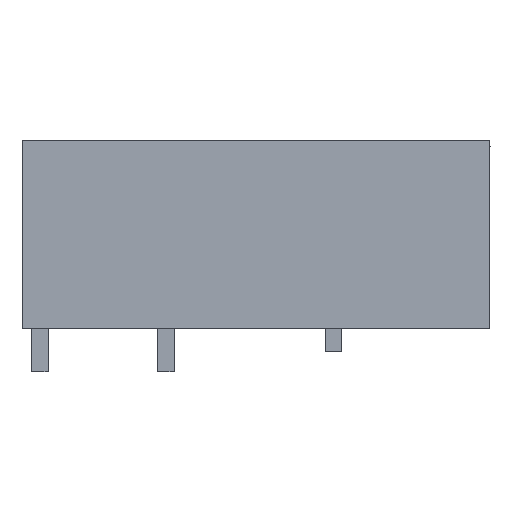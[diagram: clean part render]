
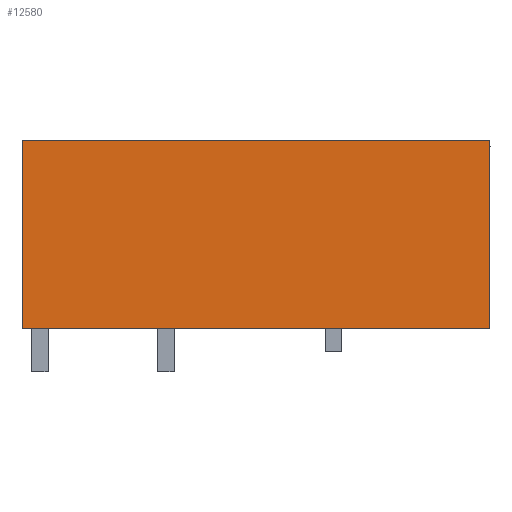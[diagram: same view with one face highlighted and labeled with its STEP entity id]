
A CAD part, left-side view. The second image highlights one B-rep face of the part: STEP entity #12580.
In plain terms, the highlighted planar face has unit normal (-1, 0, 0).
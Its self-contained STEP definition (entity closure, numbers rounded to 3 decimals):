
#12572=AXIS2_PLACEMENT_3D('Plane Axis2P3D',#12569,#12570,#12571) ;
#1230=CARTESIAN_POINT('Vertex',(0.,28.3,2.6)) ;
#1233=CARTESIAN_POINT('Line Origine',(0.,28.3,8.3)) ;
#1237=CARTESIAN_POINT('Vertex',(0.,28.3,14.)) ;
#1474=CARTESIAN_POINT('Line Origine',(0.,14.15,14.)) ;
#1478=CARTESIAN_POINT('Vertex',(0.,0.,14.)) ;
#3074=CARTESIAN_POINT('Vertex',(0.,0.,2.6)) ;
#3183=CARTESIAN_POINT('Line Origine',(0.,0.,8.3)) ;
#3829=CARTESIAN_POINT('Line Origine',(0.,14.15,2.6)) ;
#12569=CARTESIAN_POINT('Axis2P3D Location',(0.,0.,14.)) ;
#1234=DIRECTION('Vector Direction',(0.,0.,-1.)) ;
#1475=DIRECTION('Vector Direction',(0.,1.,0.)) ;
#3184=DIRECTION('Vector Direction',(0.,0.,-1.)) ;
#3830=DIRECTION('Vector Direction',(0.,1.,0.)) ;
#12570=DIRECTION('Axis2P3D Direction',(1.,-0.,0.)) ;
#12571=DIRECTION('Axis2P3D XDirection',(0.,0.,-1.)) ;
#1235=VECTOR('Line Direction',#1234,1.) ;
#1476=VECTOR('Line Direction',#1475,1.) ;
#3185=VECTOR('Line Direction',#3184,1.) ;
#3831=VECTOR('Line Direction',#3830,1.) ;
#12575=ORIENTED_EDGE('',*,*,#3187,.F.) ;
#12576=ORIENTED_EDGE('',*,*,#1480,.T.) ;
#12577=ORIENTED_EDGE('',*,*,#1239,.T.) ;
#12578=ORIENTED_EDGE('',*,*,#3833,.F.) ;
#12580=ADVANCED_FACE('housing',(#12579),#12573,.F.) ;
#1239=EDGE_CURVE('',#1238,#1231,#1236,.T.) ;
#1480=EDGE_CURVE('',#1479,#1238,#1477,.T.) ;
#3187=EDGE_CURVE('',#1479,#3075,#3186,.T.) ;
#3833=EDGE_CURVE('',#3075,#1231,#3832,.T.) ;
#12574=EDGE_LOOP('',(#12575,#12576,#12577,#12578)) ;
#12579=FACE_OUTER_BOUND('',#12574,.T.) ;
#1236=LINE('Line',#1233,#1235) ;
#1477=LINE('Line',#1474,#1476) ;
#3186=LINE('Line',#3183,#3185) ;
#3832=LINE('Line',#3829,#3831) ;
#12573=PLANE('',#12572) ;
#1231=VERTEX_POINT('',#1230) ;
#1238=VERTEX_POINT('',#1237) ;
#1479=VERTEX_POINT('',#1478) ;
#3075=VERTEX_POINT('',#3074) ;
